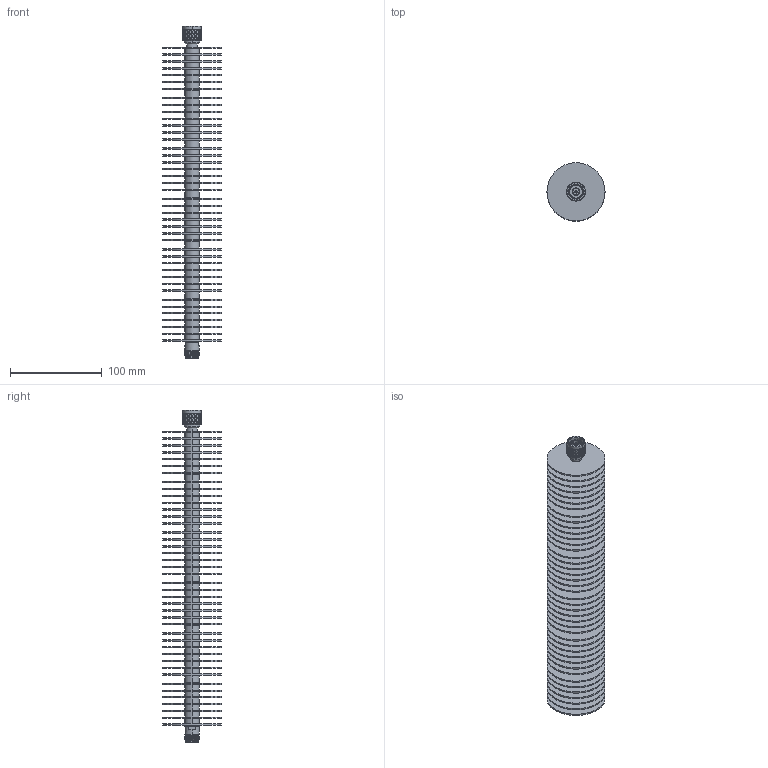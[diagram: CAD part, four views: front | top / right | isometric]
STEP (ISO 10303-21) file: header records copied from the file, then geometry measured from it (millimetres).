
FILE_DESCRIPTION (( 'STEP AP214' ), '1' );
FILE_NAME ('SA18N200WA-40_3D.step', '2025-03-31T15:52:15', ( '' ), ( '' ), 'SwSTEP 2.0', 'SolidWorks 2022', '' );
FILE_SCHEMA (( 'AUTOMOTIVE_DESIGN' ));
Length unit declared in the file: inch
Products named in the file (1): SA18N200WA-40_3D
Bounding box: 63.5 x 63.5 x 362.78 mm (x, y, z)
Volume: 266110.9 mm3; surface area: 281526.5 mm2
Topology: 1 solids, 1 shells, 1654 faces, 3586 edges, 2042 vertices
Faces by surface type: bspline 966, cylinder 502, plane 147, cone 35, torus 4
Entity records: 61986 total; most frequent: CARTESIAN_POINT 36429, ORIENTED_EDGE 7172, EDGE_CURVE 3586, DIRECTION 3002, VERTEX_POINT 2042, EDGE_LOOP 1762, FACE_OUTER_BOUND 1654, ADVANCED_FACE 1654
